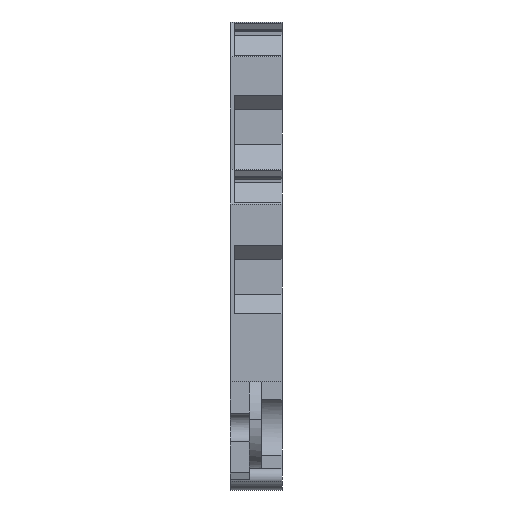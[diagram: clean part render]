
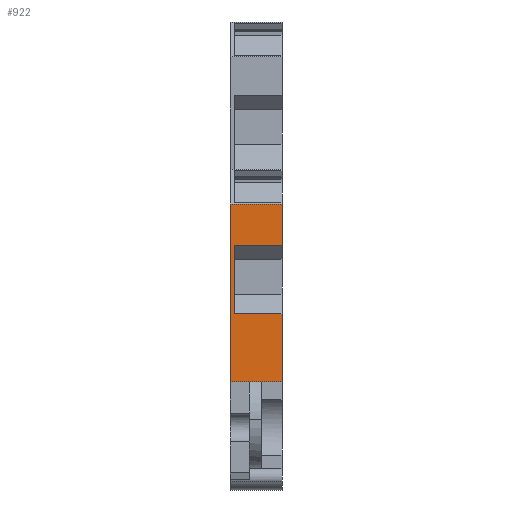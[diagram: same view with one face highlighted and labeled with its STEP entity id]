
A CAD part, front view. The second image highlights one B-rep face of the part: STEP entity #922.
In plain terms, the highlighted planar face has unit normal (0, -1, 0).
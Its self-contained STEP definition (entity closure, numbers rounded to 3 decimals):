
#870=AXIS2_PLACEMENT_3D('Plane Axis2P3D',#867,#868,#869) ;
#191=CARTESIAN_POINT('Vertex',(0.,0.,12.5)) ;
#194=CARTESIAN_POINT('Line Origine',(0.,0.,22.75)) ;
#198=CARTESIAN_POINT('Vertex',(0.,0.,33.)) ;
#851=CARTESIAN_POINT('Vertex',(6.,0.,12.5)) ;
#854=CARTESIAN_POINT('Line Origine',(3.,0.,12.5)) ;
#867=CARTESIAN_POINT('Axis2P3D Location',(0.,0.,28.25)) ;
#872=CARTESIAN_POINT('Line Origine',(6.,0.,16.425)) ;
#876=CARTESIAN_POINT('Vertex',(6.,0.,20.35)) ;
#879=CARTESIAN_POINT('Line Origine',(3.25,0.,20.35)) ;
#883=CARTESIAN_POINT('Vertex',(0.5,0.,20.35)) ;
#886=CARTESIAN_POINT('Line Origine',(0.5,0.,24.3)) ;
#890=CARTESIAN_POINT('Vertex',(0.5,0.,28.25)) ;
#893=CARTESIAN_POINT('Line Origine',(3.25,0.,28.25)) ;
#897=CARTESIAN_POINT('Vertex',(6.,0.,28.25)) ;
#900=CARTESIAN_POINT('Line Origine',(6.,0.,30.625)) ;
#904=CARTESIAN_POINT('Vertex',(6.,0.,33.)) ;
#907=CARTESIAN_POINT('Line Origine',(3.,0.,33.)) ;
#195=DIRECTION('Vector Direction',(0.,0.,-1.)) ;
#855=DIRECTION('Vector Direction',(-1.,0.,0.)) ;
#868=DIRECTION('Axis2P3D Direction',(0.,1.,0.)) ;
#869=DIRECTION('Axis2P3D XDirection',(0.,0.,1.)) ;
#873=DIRECTION('Vector Direction',(0.,0.,-1.)) ;
#880=DIRECTION('Vector Direction',(1.,0.,0.)) ;
#887=DIRECTION('Vector Direction',(0.,0.,-1.)) ;
#894=DIRECTION('Vector Direction',(-1.,0.,0.)) ;
#901=DIRECTION('Vector Direction',(0.,0.,-1.)) ;
#908=DIRECTION('Vector Direction',(1.,0.,0.)) ;
#196=VECTOR('Line Direction',#195,1.) ;
#856=VECTOR('Line Direction',#855,1.) ;
#874=VECTOR('Line Direction',#873,1.) ;
#881=VECTOR('Line Direction',#880,1.) ;
#888=VECTOR('Line Direction',#887,1.) ;
#895=VECTOR('Line Direction',#894,1.) ;
#902=VECTOR('Line Direction',#901,1.) ;
#909=VECTOR('Line Direction',#908,1.) ;
#913=ORIENTED_EDGE('',*,*,#200,.T.) ;
#914=ORIENTED_EDGE('',*,*,#858,.F.) ;
#915=ORIENTED_EDGE('',*,*,#878,.F.) ;
#916=ORIENTED_EDGE('',*,*,#885,.F.) ;
#917=ORIENTED_EDGE('',*,*,#892,.F.) ;
#918=ORIENTED_EDGE('',*,*,#899,.F.) ;
#919=ORIENTED_EDGE('',*,*,#906,.F.) ;
#920=ORIENTED_EDGE('',*,*,#911,.F.) ;
#922=ADVANCED_FACE('Koerper.2',(#921),#871,.F.) ;
#200=EDGE_CURVE('',#199,#192,#197,.T.) ;
#858=EDGE_CURVE('',#852,#192,#857,.T.) ;
#878=EDGE_CURVE('',#877,#852,#875,.T.) ;
#885=EDGE_CURVE('',#884,#877,#882,.T.) ;
#892=EDGE_CURVE('',#891,#884,#889,.T.) ;
#899=EDGE_CURVE('',#898,#891,#896,.T.) ;
#906=EDGE_CURVE('',#905,#898,#903,.T.) ;
#911=EDGE_CURVE('',#199,#905,#910,.T.) ;
#912=EDGE_LOOP('',(#913,#914,#915,#916,#917,#918,#919,#920)) ;
#921=FACE_OUTER_BOUND('',#912,.T.) ;
#197=LINE('Line',#194,#196) ;
#857=LINE('Line',#854,#856) ;
#875=LINE('Line',#872,#874) ;
#882=LINE('Line',#879,#881) ;
#889=LINE('Line',#886,#888) ;
#896=LINE('Line',#893,#895) ;
#903=LINE('Line',#900,#902) ;
#910=LINE('Line',#907,#909) ;
#871=PLANE('',#870) ;
#192=VERTEX_POINT('',#191) ;
#199=VERTEX_POINT('',#198) ;
#852=VERTEX_POINT('',#851) ;
#877=VERTEX_POINT('',#876) ;
#884=VERTEX_POINT('',#883) ;
#891=VERTEX_POINT('',#890) ;
#898=VERTEX_POINT('',#897) ;
#905=VERTEX_POINT('',#904) ;
